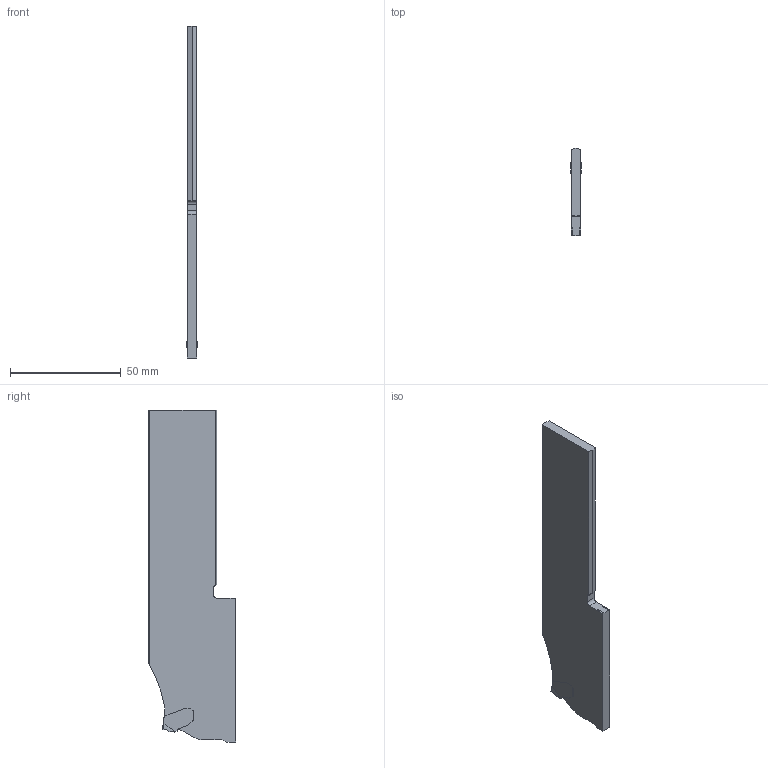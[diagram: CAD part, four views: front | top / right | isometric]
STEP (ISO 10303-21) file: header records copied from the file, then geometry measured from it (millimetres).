
FILE_DESCRIPTION(/* description */ (''),/* implementation_level */ '2;1');
FILE_NAME(/* name */ 'TOOLASSEMBLY_1.STP',/* time_stamp */ '2024-08-27T08:32:27+02:00',/* author */ (''),/* organization */ ('SMS'),/* preprocessor_version */ 'ST-DEVELOPER v16.7',/* originating_system */ 'SIEMENS PLM Software NX 12.0',/* authorisation */ '');
FILE_SCHEMA (('AUTOMOTIVE_DESIGN { 1 0 10303 214 3 1 1 1 }'));
Length unit declared in the file: millimetre
Products named in the file (4): ASSEMBLY_CONSTRUCTION; CUT_20240827083034; NOCUT_20240827083018; TOOLASSEMBLY_1
Assembly tree (3 placements, depth 2):
  TOOLASSEMBLY_1
    NOCUT_20240827083018
    CUT_20240827083034
    ASSEMBLY_CONSTRUCTION
Bounding box: 5 x 39.32 x 150 mm (x, y, z)
Volume: 21025.8 mm3; surface area: 11426.4 mm2
Topology: 2 solids, 2 shells, 82 faces, 230 edges, 159 vertices
Faces by surface type: plane 38, cylinder 29, extrusion 11, cone 4
Entity records: 3436 total; most frequent: CARTESIAN_POINT 1151, ORIENTED_EDGE 458, DIRECTION 429, EDGE_CURVE 229, VECTOR 151, VERTEX_POINT 151, LINE 140, AXIS2_PLACEMENT_3D 139
